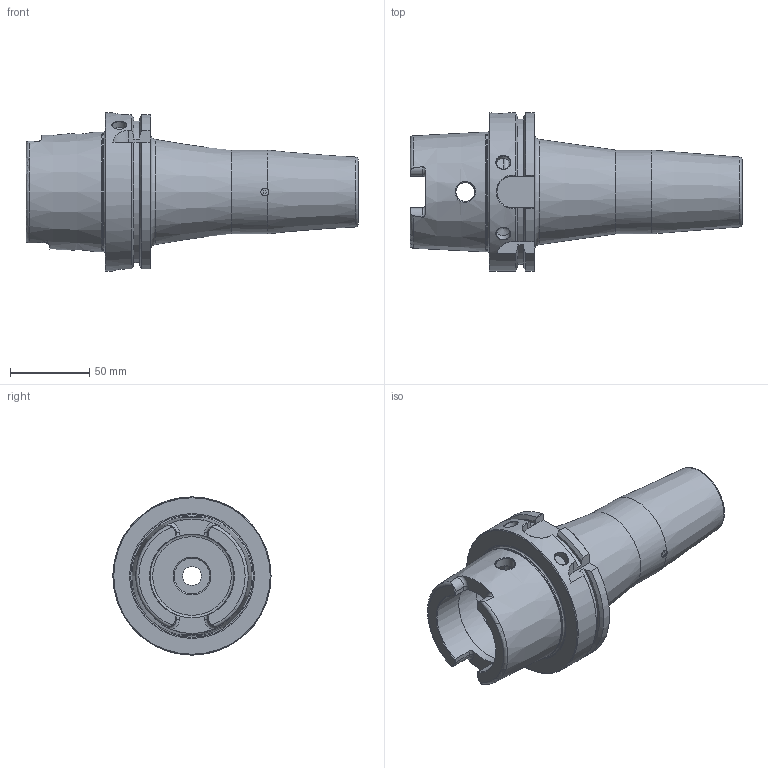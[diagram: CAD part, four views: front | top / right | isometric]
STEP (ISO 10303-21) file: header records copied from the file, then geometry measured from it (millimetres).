
FILE_DESCRIPTION(/* description */ (''),/* implementation_level */ '2;1');
FILE_NAME(/* name */ 'H100A-12SF630-9C.stp',/* time_stamp */ '2020-02-28T09:35:34-05:00',/* author */ ('Spaeth'),/* organization */ (''),/* preprocessor_version */ 'ST-DEVELOPER v17',/* originating_system */ 'Autodesk Inventor 2018',/* authorisation */ '');
FILE_SCHEMA (('AUTOMOTIVE_DESIGN { 1 0 10303 214 3 1 1 }'));
Length unit declared in the file: inch
Products named in the file (1): Part1
Bounding box: 210.02 x 100 x 100 mm (x, y, z)
Volume: 495564.2 mm3; surface area: 80149.4 mm2
Topology: 1 solids, 1 shells, 150 faces, 431 edges, 288 vertices
Faces by surface type: plane 49, cylinder 42, cone 31, torus 14, bspline 13, sphere 1
Full cylindrical faces by diameter (mm): 3 x2, 3.242 x2, 5 x1, 9 x2, 10 x1, 12 x3, 14.917 x1, 22.377 x1, 25.016 x1, 31.697 x1, 32.459 x1, 53 x3, 63 x1, 75.364 x1, 100 x1
Entity records: 6458 total; most frequent: CARTESIAN_POINT 2419, ORIENTED_EDGE 860, DIRECTION 764, EDGE_CURVE 430, AXIS2_PLACEMENT_3D 310, VERTEX_POINT 290, EDGE_LOOP 168, CIRCLE 168
